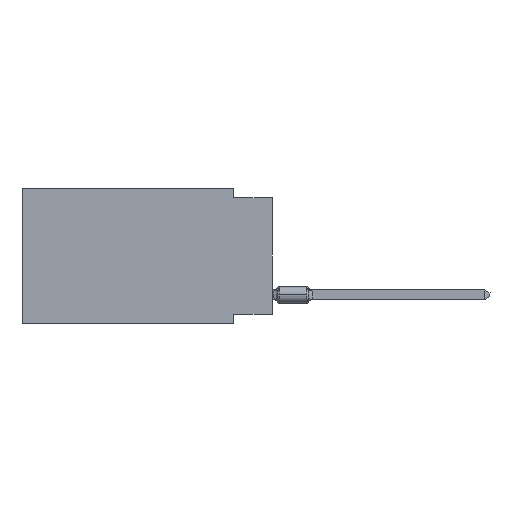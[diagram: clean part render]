
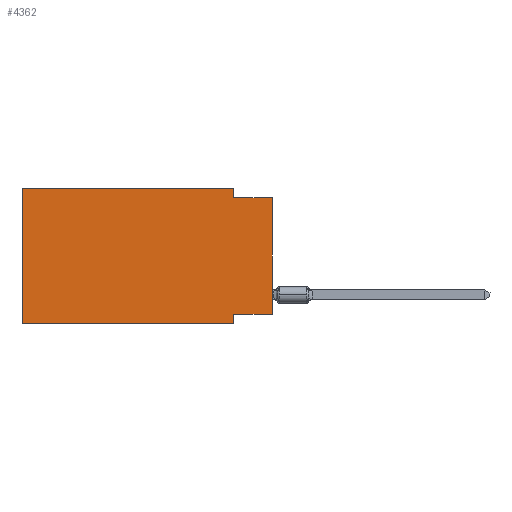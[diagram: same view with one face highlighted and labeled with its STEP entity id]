
A CAD part, left-side view. The second image highlights one B-rep face of the part: STEP entity #4362.
In plain terms, the highlighted planar face has unit normal (-1, 0, 0).
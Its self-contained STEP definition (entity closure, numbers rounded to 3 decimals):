
#433 = VECTOR ( 'NONE', #20384, 1000. ) ;
#1124 = CARTESIAN_POINT ( 'NONE',  ( 0., 2.54, -8.255 ) ) ;
#1456 = LINE ( 'NONE', #17118, #6319 ) ;
#1669 = CARTESIAN_POINT ( 'NONE',  ( 0., 16.383, 0. ) ) ;
#1745 = VERTEX_POINT ( 'NONE', #1124 ) ;
#1875 = LINE ( 'NONE', #10834, #18933 ) ;
#1983 = EDGE_CURVE ( 'NONE', #9117, #15875, #17665, .T. ) ;
#2035 = DIRECTION ( 'NONE',  ( 0., 0., 1. ) ) ;
#2182 = EDGE_CURVE ( 'NONE', #22089, #1745, #8146, .T. ) ;
#2228 = ORIENTED_EDGE ( 'NONE', *, *, #2182, .F. ) ;
#2688 = FACE_OUTER_BOUND ( 'NONE', #18431, .T. ) ;
#2806 = PLANE ( 'NONE',  #15775 ) ;
#4049 = ORIENTED_EDGE ( 'NONE', *, *, #1983, .T. ) ;
#4068 = VECTOR ( 'NONE', #6954, 1000. ) ;
#4127 = VECTOR ( 'NONE', #2035, 1000. ) ;
#4346 = VERTEX_POINT ( 'NONE', #16406 ) ;
#4362 = ADVANCED_FACE ( 'NONE', ( #2688 ), #2806, .F. ) ;
#4881 = VECTOR ( 'NONE', #15845, 1000. ) ;
#5611 = VERTEX_POINT ( 'NONE', #14026 ) ;
#6319 = VECTOR ( 'NONE', #13491, 1000. ) ;
#6340 = DIRECTION ( 'NONE',  ( 0., 0., -1. ) ) ;
#6431 = DIRECTION ( 'NONE',  ( 0., 1., 0. ) ) ;
#6540 = CARTESIAN_POINT ( 'NONE',  ( 0., 0., -8.255 ) ) ;
#6954 = DIRECTION ( 'NONE',  ( 0., -1., 0. ) ) ;
#7130 = EDGE_CURVE ( 'NONE', #7413, #7310, #17912, .T. ) ;
#7237 = CARTESIAN_POINT ( 'NONE',  ( 0., 0., 0. ) ) ;
#7310 = VERTEX_POINT ( 'NONE', #16360 ) ;
#7413 = VERTEX_POINT ( 'NONE', #8747 ) ;
#8146 = LINE ( 'NONE', #6540, #13562 ) ;
#8747 = CARTESIAN_POINT ( 'NONE',  ( 0., 2.54, 0. ) ) ;
#9117 = VERTEX_POINT ( 'NONE', #15907 ) ;
#9205 = CARTESIAN_POINT ( 'NONE',  ( 0., 2.54, -8.89 ) ) ;
#9720 = DIRECTION ( 'NONE',  ( 1., 0., 0. ) ) ;
#10372 = EDGE_CURVE ( 'NONE', #4346, #7413, #22298, .T. ) ;
#10834 = CARTESIAN_POINT ( 'NONE',  ( 0., 2.54, -8.89 ) ) ;
#11230 = EDGE_CURVE ( 'NONE', #7310, #5611, #13752, .T. ) ;
#11433 = CARTESIAN_POINT ( 'NONE',  ( 0., 16.383, 0. ) ) ;
#12013 = LINE ( 'NONE', #7237, #4127 ) ;
#12679 = ORIENTED_EDGE ( 'NONE', *, *, #18608, .F. ) ;
#13491 = DIRECTION ( 'NONE',  ( 0., 0., 1. ) ) ;
#13562 = VECTOR ( 'NONE', #6431, 1000. ) ;
#13752 = LINE ( 'NONE', #15462, #4068 ) ;
#13807 = ORIENTED_EDGE ( 'NONE', *, *, #7130, .F. ) ;
#13900 = DIRECTION ( 'NONE',  ( 0., 0., -1. ) ) ;
#14026 = CARTESIAN_POINT ( 'NONE',  ( 0., 0., -0.635 ) ) ;
#15462 = CARTESIAN_POINT ( 'NONE',  ( 0., 0., -0.635 ) ) ;
#15775 = AXIS2_PLACEMENT_3D ( 'NONE', #11433, #9720, #21961 ) ;
#15845 = DIRECTION ( 'NONE',  ( 0., -1., 0. ) ) ;
#15875 = VERTEX_POINT ( 'NONE', #9205 ) ;
#15907 = CARTESIAN_POINT ( 'NONE',  ( 0., 16.383, -8.89 ) ) ;
#16102 = ORIENTED_EDGE ( 'NONE', *, *, #16514, .F. ) ;
#16360 = CARTESIAN_POINT ( 'NONE',  ( 0., 2.54, -0.635 ) ) ;
#16406 = CARTESIAN_POINT ( 'NONE',  ( 0., 16.383, 0. ) ) ;
#16461 = VECTOR ( 'NONE', #6340, 1000. ) ;
#16514 = EDGE_CURVE ( 'NONE', #1745, #15875, #1875, .T. ) ;
#16544 = ORIENTED_EDGE ( 'NONE', *, *, #11230, .F. ) ;
#16876 = ORIENTED_EDGE ( 'NONE', *, *, #10372, .F. ) ;
#17118 = CARTESIAN_POINT ( 'NONE',  ( 0., 16.383, 0. ) ) ;
#17395 = ORIENTED_EDGE ( 'NONE', *, *, #17698, .T. ) ;
#17665 = LINE ( 'NONE', #21173, #4881 ) ;
#17698 = EDGE_CURVE ( 'NONE', #22089, #5611, #12013, .T. ) ;
#17912 = LINE ( 'NONE', #21411, #16461 ) ;
#18431 = EDGE_LOOP ( 'NONE', ( #17395, #16544, #13807, #16876, #12679, #4049, #16102, #2228 ) ) ;
#18608 = EDGE_CURVE ( 'NONE', #9117, #4346, #1456, .T. ) ;
#18933 = VECTOR ( 'NONE', #13900, 1000. ) ;
#19654 = CARTESIAN_POINT ( 'NONE',  ( 0., 0., -8.255 ) ) ;
#20384 = DIRECTION ( 'NONE',  ( 0., -1., 0. ) ) ;
#21173 = CARTESIAN_POINT ( 'NONE',  ( 0., 16.383, -8.89 ) ) ;
#21411 = CARTESIAN_POINT ( 'NONE',  ( 0., 2.54, 0. ) ) ;
#21961 = DIRECTION ( 'NONE',  ( 0., 0., -1. ) ) ;
#22089 = VERTEX_POINT ( 'NONE', #19654 ) ;
#22298 = LINE ( 'NONE', #1669, #433 ) ;
